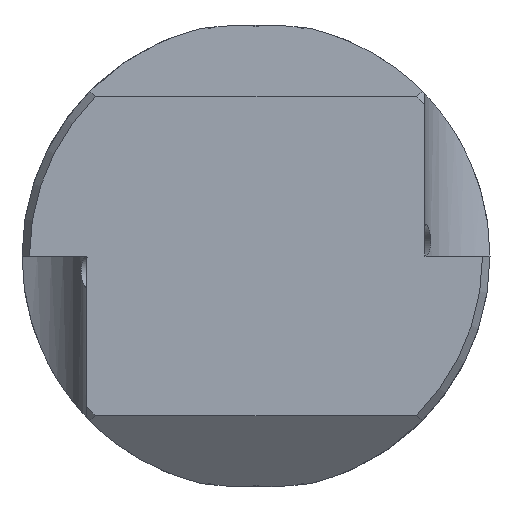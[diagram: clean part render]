
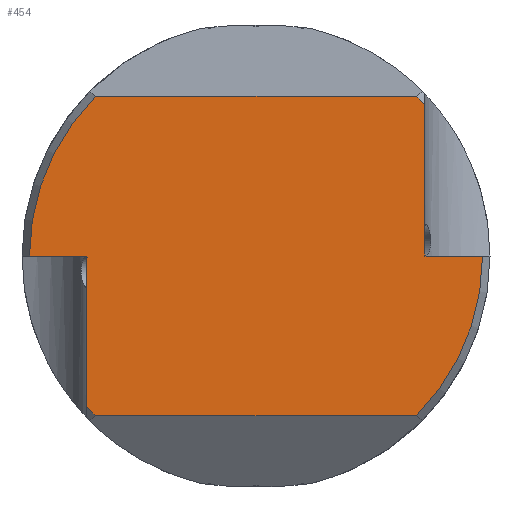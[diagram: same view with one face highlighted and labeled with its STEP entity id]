
A CAD part, left-side view. The second image highlights one B-rep face of the part: STEP entity #454.
In plain terms, the highlighted planar face has unit normal (-1, 0, 0).
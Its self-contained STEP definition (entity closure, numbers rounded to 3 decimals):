
#416=PLANE('',#978);
#454=ADVANCED_FACE('',(#507),#416,.F.);
#507=FACE_OUTER_BOUND('',#527,.T.);
#527=EDGE_LOOP('',(#671,#672,#673,#674,#675,#676,#677,#678,#679,#680));
#584=LINE('',#1313,#602);
#585=LINE('',#1317,#603);
#586=LINE('',#1319,#604);
#587=LINE('',#1323,#605);
#588=LINE('',#1327,#606);
#589=LINE('',#1329,#607);
#602=VECTOR('',#1081,1.);
#603=VECTOR('',#1084,1.);
#604=VECTOR('',#1085,1.);
#605=VECTOR('',#1088,1.);
#606=VECTOR('',#1091,1.);
#607=VECTOR('',#1092,1.);
#619=CIRCLE('',#963,34.845);
#624=CIRCLE('',#975,34.845);
#625=CIRCLE('',#976,34.845);
#626=CIRCLE('',#977,34.845);
#671=ORIENTED_EDGE('',*,*,#873,.T.);
#672=ORIENTED_EDGE('',*,*,#886,.F.);
#673=ORIENTED_EDGE('',*,*,#887,.T.);
#674=ORIENTED_EDGE('',*,*,#888,.F.);
#675=ORIENTED_EDGE('',*,*,#889,.F.);
#676=ORIENTED_EDGE('',*,*,#890,.T.);
#677=ORIENTED_EDGE('',*,*,#891,.F.);
#678=ORIENTED_EDGE('',*,*,#892,.T.);
#679=ORIENTED_EDGE('',*,*,#893,.F.);
#680=ORIENTED_EDGE('',*,*,#894,.F.);
#813=VERTEX_POINT('',#1273);
#814=VERTEX_POINT('',#1275);
#825=VERTEX_POINT('',#1314);
#826=VERTEX_POINT('',#1316);
#827=VERTEX_POINT('',#1318);
#828=VERTEX_POINT('',#1320);
#829=VERTEX_POINT('',#1322);
#830=VERTEX_POINT('',#1324);
#831=VERTEX_POINT('',#1326);
#832=VERTEX_POINT('',#1328);
#873=EDGE_CURVE('',#814,#813,#619,.T.);
#886=EDGE_CURVE('',#825,#813,#584,.T.);
#887=EDGE_CURVE('',#825,#826,#624,.T.);
#888=EDGE_CURVE('',#827,#826,#585,.T.);
#889=EDGE_CURVE('',#828,#827,#586,.T.);
#890=EDGE_CURVE('',#828,#829,#625,.T.);
#891=EDGE_CURVE('',#830,#829,#587,.T.);
#892=EDGE_CURVE('',#830,#831,#626,.T.);
#893=EDGE_CURVE('',#832,#831,#588,.T.);
#894=EDGE_CURVE('',#814,#832,#589,.T.);
#963=AXIS2_PLACEMENT_3D('',#1274,#1055,#1056);
#975=AXIS2_PLACEMENT_3D('',#1315,#1082,#1083);
#976=AXIS2_PLACEMENT_3D('',#1321,#1086,#1087);
#977=AXIS2_PLACEMENT_3D('',#1325,#1089,#1090);
#978=AXIS2_PLACEMENT_3D('',#1330,#1093,#1094);
#1055=DIRECTION('',(-1.,0.,0.));
#1056=DIRECTION('',(0.,0.,1.));
#1081=DIRECTION('',(0.,1.,0.));
#1082=DIRECTION('',(-1.,0.,0.));
#1083=DIRECTION('',(0.,0.,1.));
#1084=DIRECTION('',(0.,-1.,0.));
#1085=DIRECTION('',(0.,0.,-1.));
#1086=DIRECTION('',(-1.,0.,0.));
#1087=DIRECTION('',(0.,0.,1.));
#1088=DIRECTION('',(0.,-1.,0.));
#1089=DIRECTION('',(-1.,0.,0.));
#1090=DIRECTION('',(0.,0.,1.));
#1091=DIRECTION('',(0.,1.,0.));
#1092=DIRECTION('',(0.,0.,1.));
#1093=DIRECTION('',(1.,0.,0.));
#1094=DIRECTION('',(0.,0.,-1.));
#1273=CARTESIAN_POINT('',(0.,24.679,-24.6));
#1274=CARTESIAN_POINT('',(0.,0.,0.));
#1275=CARTESIAN_POINT('',(0.,26.,-23.199));
#1313=CARTESIAN_POINT('',(0.,-397.159,-24.6));
#1314=CARTESIAN_POINT('',(0.,-24.679,-24.6));
#1315=CARTESIAN_POINT('',(0.,0.,0.));
#1316=CARTESIAN_POINT('',(0.,-34.845,0.));
#1317=CARTESIAN_POINT('',(0.,-26.,0.));
#1318=CARTESIAN_POINT('',(0.,-26.,0.));
#1319=CARTESIAN_POINT('',(0.,-26.,36.));
#1320=CARTESIAN_POINT('',(0.,-26.,23.199));
#1321=CARTESIAN_POINT('',(0.,0.,0.));
#1322=CARTESIAN_POINT('',(0.,-24.679,24.6));
#1323=CARTESIAN_POINT('',(0.,397.159,24.6));
#1324=CARTESIAN_POINT('',(0.,24.679,24.6));
#1325=CARTESIAN_POINT('',(0.,0.,0.));
#1326=CARTESIAN_POINT('',(0.,34.845,0.));
#1327=CARTESIAN_POINT('',(0.,26.,0.));
#1328=CARTESIAN_POINT('',(0.,26.,0.));
#1329=CARTESIAN_POINT('',(0.,26.,-36.));
#1330=CARTESIAN_POINT('',(0.,3.55,0.));
